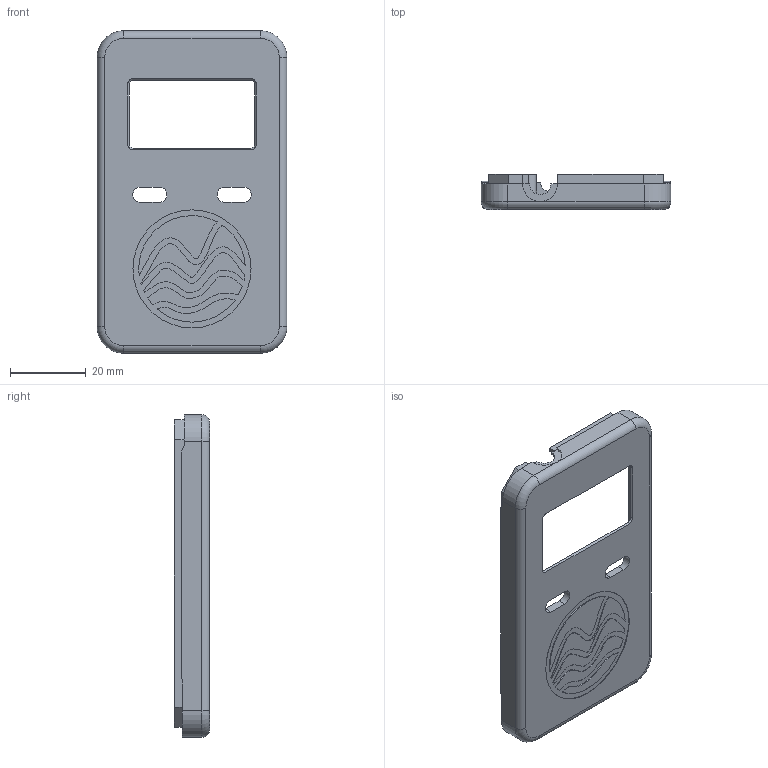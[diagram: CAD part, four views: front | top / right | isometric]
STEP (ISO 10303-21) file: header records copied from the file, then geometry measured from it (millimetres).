
FILE_DESCRIPTION (( 'STEP AP214' ), '1' );
FILE_NAME ('scout_V0_housing_top.STEP', '2026-03-17T10:03:41', ( '' ), ( '' ), 'SwSTEP 2.0', 'SolidWorks 2024', '' );
FILE_SCHEMA (( 'AUTOMOTIVE_DESIGN' ));
Length unit declared in the file: millimetre
Products named in the file (1): scout_V0_housing_top
Bounding box: 50 x 9.25 x 85 mm (x, y, z)
Volume: 10668.2 mm3; surface area: 11156.2 mm2
Topology: 1 solids, 1 shells, 230 faces, 625 edges, 412 vertices
Faces by surface type: plane 96, cylinder 67, bspline 59, torus 4, cone 4
Entity records: 7660 total; most frequent: CARTESIAN_POINT 2083, ORIENTED_EDGE 1250, DIRECTION 997, EDGE_CURVE 625, VERTEX_POINT 412, VECTOR 361, LINE 361, AXIS2_PLACEMENT_3D 318
